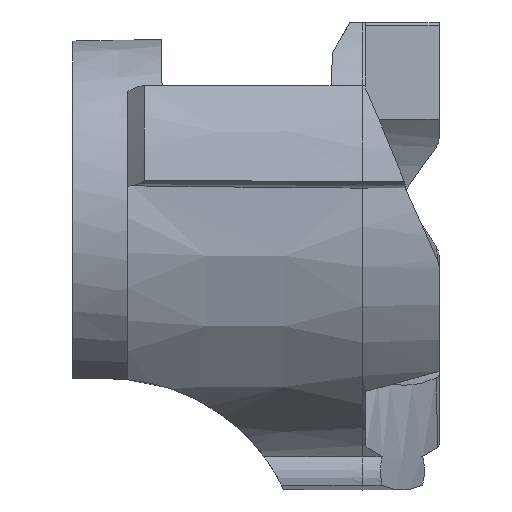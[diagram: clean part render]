
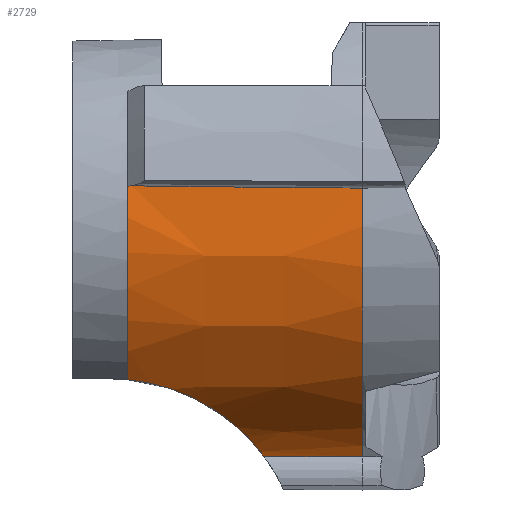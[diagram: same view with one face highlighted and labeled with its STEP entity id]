
A CAD part, left-side view. The second image highlights one B-rep face of the part: STEP entity #2729.
In plain terms, the highlighted conical face has half-angle 0.5 degrees and reference radius 6.5 mm.
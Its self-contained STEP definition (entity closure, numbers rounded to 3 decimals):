
#20 = B_SPLINE_CURVE_WITH_KNOTS ( 'NONE', 3,
 ( #315, #1182, #329, #2735, #2389, #386, #356 ),
 .UNSPECIFIED., .F., .F.,
 ( 4, 3, 4 ),
 ( 0., 0.001, 0.006 ),
 .UNSPECIFIED. ) ;
#204 = VERTEX_POINT ( 'NONE', #1192 ) ;
#212 = CARTESIAN_POINT ( 'NONE',  ( -1.207, 1.985, -6.37 ) ) ;
#224 = CARTESIAN_POINT ( 'NONE',  ( -2.824, 3.245, -5.829 ) ) ;
#315 = CARTESIAN_POINT ( 'NONE',  ( -6.42, 0.097, 1.017 ) ) ;
#329 = CARTESIAN_POINT ( 'NONE',  ( -6.409, 1.088, 1.031 ) ) ;
#356 = CARTESIAN_POINT ( 'NONE',  ( -6.346, 6.5, 1.118 ) ) ;
#386 = CARTESIAN_POINT ( 'NONE',  ( -6.366, 4.861, 1.089 ) ) ;
#390 = CARTESIAN_POINT ( 'NONE',  ( -1.192, 2.788, -6.366 ) ) ;
#476 = CARTESIAN_POINT ( 'NONE',  ( -1.442, 2.823, -6.319 ) ) ;
#710 = CARTESIAN_POINT ( 'NONE',  ( -2.389, 3.065, -6.022 ) ) ;
#848 = B_SPLINE_CURVE_WITH_KNOTS ( 'NONE', 3,
 ( #1609, #2460, #2787, #2198, #3381, #1889, #3076, #983, #2516, #1272, #3368, #1590, #224, #710, #1562, #2809, #476, #3524 ),
 .UNSPECIFIED., .F., .F.,
 ( 4, 2, 2, 2, 2, 2, 2, 2, 4 ),
 ( 0.025, 0.026, 0.026, 0.027, 0.028, 0.029, 0.029, 0.03, 0.031 ),
 .UNSPECIFIED. ) ;
#938 = DIRECTION ( 'NONE',  ( 0., -1., 0. ) ) ;
#983 = CARTESIAN_POINT ( 'NONE',  ( -4.063, 4.238, -5.03 ) ) ;
#988 = EDGE_LOOP ( 'NONE', ( #2756, #2136, #3539, #3451, #1554 ) ) ;
#1053 = EDGE_CURVE ( 'NONE', #1436, #3646, #848, .T. ) ;
#1102 = VERTEX_POINT ( 'NONE', #1757 ) ;
#1118 = CIRCLE ( 'NONE', #3307, 6.5 ) ;
#1127 = CARTESIAN_POINT ( 'NONE',  ( -1.2, 2.387, -6.368 ) ) ;
#1182 = CARTESIAN_POINT ( 'NONE',  ( -6.414, 0.593, 1.024 ) ) ;
#1192 = CARTESIAN_POINT ( 'NONE',  ( -6.42, 0.097, 1.017 ) ) ;
#1272 = CARTESIAN_POINT ( 'NONE',  ( -3.595, 3.739, -5.381 ) ) ;
#1418 = CARTESIAN_POINT ( 'NONE',  ( 0., 0.097, 0. ) ) ;
#1436 = VERTEX_POINT ( 'NONE', #3647 ) ;
#1554 = ORIENTED_EDGE ( 'NONE', *, *, #1053, .T. ) ;
#1562 = CARTESIAN_POINT ( 'NONE',  ( -2.162, 2.991, -6.108 ) ) ;
#1590 = CARTESIAN_POINT ( 'NONE',  ( -3.034, 3.352, -5.721 ) ) ;
#1609 = CARTESIAN_POINT ( 'NONE',  ( -4.823, 6.5, -4.274 ) ) ;
#1671 = EDGE_CURVE ( 'NONE', #1102, #3646, #1806, .T. ) ;
#1697 = CARTESIAN_POINT ( 'NONE',  ( -1.24, 0.097, -6.381 ) ) ;
#1742 = DIRECTION ( 'NONE',  ( 0., 0., 1. ) ) ;
#1757 = CARTESIAN_POINT ( 'NONE',  ( -1.24, 0.097, -6.381 ) ) ;
#1761 = DIRECTION ( 'NONE',  ( 0., 0., 1. ) ) ;
#1786 = DIRECTION ( 'NONE',  ( 0., 1., 0. ) ) ;
#1806 = B_SPLINE_CURVE_WITH_KNOTS ( 'NONE', 3,
 ( #1697, #2491, #2517, #2687, #212, #1127, #3556 ),
 .UNSPECIFIED., .F., .F.,
 ( 4, 3, 4 ),
 ( 0., 0.001, 0.003 ),
 .UNSPECIFIED. ) ;
#1889 = CARTESIAN_POINT ( 'NONE',  ( -4.418, 4.832, -4.713 ) ) ;
#1894 = DIRECTION ( 'NONE',  ( 0., 1., 0. ) ) ;
#1920 = CARTESIAN_POINT ( 'NONE',  ( 0., 6.5, 0. ) ) ;
#2136 = ORIENTED_EDGE ( 'NONE', *, *, #2870, .T. ) ;
#2138 = DIRECTION ( 'NONE',  ( 0., 0., 1. ) ) ;
#2198 = CARTESIAN_POINT ( 'NONE',  ( -4.665, 5.512, -4.459 ) ) ;
#2290 = EDGE_CURVE ( 'NONE', #204, #3009, #20, .T. ) ;
#2327 = CONICAL_SURFACE ( 'NONE', #3386, 6.5, 0.009 ) ;
#2328 = FACE_OUTER_BOUND ( 'NONE', #988, .T. ) ;
#2389 = CARTESIAN_POINT ( 'NONE',  ( -6.385, 3.223, 1.063 ) ) ;
#2415 = CIRCLE ( 'NONE', #3783, 6.444 ) ;
#2460 = CARTESIAN_POINT ( 'NONE',  ( -4.804, 6.247, -4.298 ) ) ;
#2491 = CARTESIAN_POINT ( 'NONE',  ( -1.232, 0.593, -6.378 ) ) ;
#2516 = CARTESIAN_POINT ( 'NONE',  ( -3.918, 4.059, -5.147 ) ) ;
#2517 = CARTESIAN_POINT ( 'NONE',  ( -1.223, 1.088, -6.375 ) ) ;
#2687 = CARTESIAN_POINT ( 'NONE',  ( -1.214, 1.584, -6.372 ) ) ;
#2729 = ADVANCED_FACE ( 'NONE', ( #2328 ), #2327, .T. ) ;
#2735 = CARTESIAN_POINT ( 'NONE',  ( -6.403, 1.584, 1.038 ) ) ;
#2756 = ORIENTED_EDGE ( 'NONE', *, *, #1671, .F. ) ;
#2786 = EDGE_CURVE ( 'NONE', #1436, #3009, #2415, .T. ) ;
#2787 = CARTESIAN_POINT ( 'NONE',  ( -4.769, 5.994, -4.341 ) ) ;
#2809 = CARTESIAN_POINT ( 'NONE',  ( -1.688, 2.87, -6.257 ) ) ;
#2870 = EDGE_CURVE ( 'NONE', #1102, #204, #1118, .T. ) ;
#3009 = VERTEX_POINT ( 'NONE', #3256 ) ;
#3076 = CARTESIAN_POINT ( 'NONE',  ( -4.312, 4.623, -4.814 ) ) ;
#3256 = CARTESIAN_POINT ( 'NONE',  ( -6.346, 6.5, 1.118 ) ) ;
#3260 = CARTESIAN_POINT ( 'NONE',  ( 0., 0.097, 0. ) ) ;
#3307 = AXIS2_PLACEMENT_3D ( 'NONE', #1418, #1786, #1761 ) ;
#3368 = CARTESIAN_POINT ( 'NONE',  ( -3.418, 3.599, -5.497 ) ) ;
#3381 = CARTESIAN_POINT ( 'NONE',  ( -4.596, 5.279, -4.534 ) ) ;
#3386 = AXIS2_PLACEMENT_3D ( 'NONE', #3260, #938, #2138 ) ;
#3451 = ORIENTED_EDGE ( 'NONE', *, *, #2786, .F. ) ;
#3524 = CARTESIAN_POINT ( 'NONE',  ( -1.192, 2.788, -6.366 ) ) ;
#3539 = ORIENTED_EDGE ( 'NONE', *, *, #2290, .T. ) ;
#3556 = CARTESIAN_POINT ( 'NONE',  ( -1.192, 2.788, -6.366 ) ) ;
#3646 = VERTEX_POINT ( 'NONE', #390 ) ;
#3647 = CARTESIAN_POINT ( 'NONE',  ( -4.823, 6.5, -4.274 ) ) ;
#3783 = AXIS2_PLACEMENT_3D ( 'NONE', #1920, #1894, #1742 ) ;
